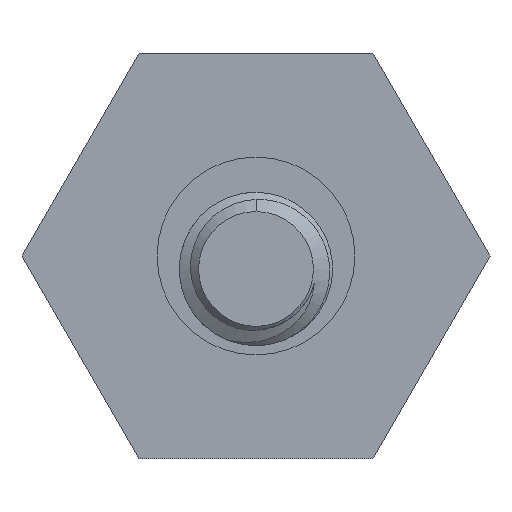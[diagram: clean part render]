
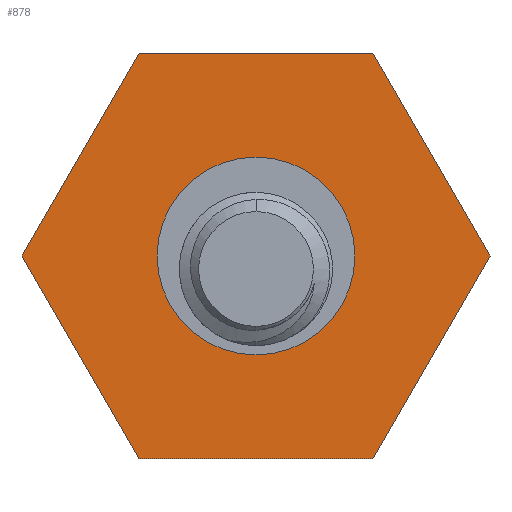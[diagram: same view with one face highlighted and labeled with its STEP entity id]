
A CAD part, front view. The second image highlights one B-rep face of the part: STEP entity #878.
In plain terms, the highlighted planar face has unit normal (0, -1, 0).
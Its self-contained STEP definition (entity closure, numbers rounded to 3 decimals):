
#33 = ORIENTED_EDGE ( 'NONE', *, *, #2507, .T. ) ;
#73 = VERTEX_POINT ( 'NONE', #3261 ) ;
#331 = EDGE_CURVE ( 'NONE', #1664, #3356, #2924, .T. ) ;
#422 = CARTESIAN_POINT ( 'NONE',  ( 4.583, 0., 7.938 ) ) ;
#630 = VERTEX_POINT ( 'NONE', #2475 ) ;
#761 = CARTESIAN_POINT ( 'NONE',  ( 0., 0., 0. ) ) ;
#837 = DIRECTION ( 'NONE',  ( 0.5, 0., 0.866 ) ) ;
#878 = ADVANCED_FACE ( 'NONE', ( #1325, #1343 ), #2595, .T. ) ;
#900 = AXIS2_PLACEMENT_3D ( 'NONE', #2868, #1667, #3796 ) ;
#901 = DIRECTION ( 'NONE',  ( 0., 0., 1. ) ) ;
#1019 = CARTESIAN_POINT ( 'NONE',  ( -4.583, 0., -7.938 ) ) ;
#1025 = CARTESIAN_POINT ( 'NONE',  ( 0., 0., -3.873 ) ) ;
#1026 = EDGE_LOOP ( 'NONE', ( #3689, #3477 ) ) ;
#1088 = CARTESIAN_POINT ( 'NONE',  ( 9.165, 0., 0. ) ) ;
#1106 = DIRECTION ( 'NONE',  ( -0.5, 0., 0.866 ) ) ;
#1118 = EDGE_LOOP ( 'NONE', ( #2634, #1192, #1124, #33, #1166, #2145 ) ) ;
#1124 = ORIENTED_EDGE ( 'NONE', *, *, #1762, .T. ) ;
#1126 = LINE ( 'NONE', #1088, #1408 ) ;
#1166 = ORIENTED_EDGE ( 'NONE', *, *, #2213, .T. ) ;
#1192 = ORIENTED_EDGE ( 'NONE', *, *, #3792, .T. ) ;
#1237 = VERTEX_POINT ( 'NONE', #3908 ) ;
#1325 = FACE_BOUND ( 'NONE', #1026, .T. ) ;
#1343 = FACE_OUTER_BOUND ( 'NONE', #1118, .T. ) ;
#1348 = VECTOR ( 'NONE', #837, 1000. ) ;
#1398 = DIRECTION ( 'NONE',  ( 0.5, 0., -0.866 ) ) ;
#1402 = CARTESIAN_POINT ( 'NONE',  ( 4.583, 0., 7.938 ) ) ;
#1408 = VECTOR ( 'NONE', #1106, 1000. ) ;
#1664 = VERTEX_POINT ( 'NONE', #1714 ) ;
#1667 = DIRECTION ( 'NONE',  ( 0., -1., 0. ) ) ;
#1714 = CARTESIAN_POINT ( 'NONE',  ( 0., 0., 3.873 ) ) ;
#1717 = LINE ( 'NONE', #422, #2316 ) ;
#1754 = VERTEX_POINT ( 'NONE', #3247 ) ;
#1762 = EDGE_CURVE ( 'NONE', #1886, #73, #3827, .T. ) ;
#1886 = VERTEX_POINT ( 'NONE', #2700 ) ;
#1887 = EDGE_CURVE ( 'NONE', #1237, #630, #2660, .T. ) ;
#2039 = DIRECTION ( 'NONE',  ( 0., 0., 1. ) ) ;
#2123 = AXIS2_PLACEMENT_3D ( 'NONE', #3670, #2434, #901 ) ;
#2145 = ORIENTED_EDGE ( 'NONE', *, *, #2672, .T. ) ;
#2190 = VERTEX_POINT ( 'NONE', #1402 ) ;
#2213 = EDGE_CURVE ( 'NONE', #1754, #2190, #1126, .T. ) ;
#2265 = DIRECTION ( 'NONE',  ( 1., 0., 0. ) ) ;
#2316 = VECTOR ( 'NONE', #2948, 1000. ) ;
#2347 = CARTESIAN_POINT ( 'NONE',  ( -9.165, 0., 0. ) ) ;
#2374 = VECTOR ( 'NONE', #3923, 1000. ) ;
#2434 = DIRECTION ( 'NONE',  ( 0., 1., 0. ) ) ;
#2459 = EDGE_CURVE ( 'NONE', #3356, #1664, #3103, .T. ) ;
#2475 = CARTESIAN_POINT ( 'NONE',  ( -9.165, 0., 0. ) ) ;
#2507 = EDGE_CURVE ( 'NONE', #73, #1754, #3951, .T. ) ;
#2595 = PLANE ( 'NONE',  #900 ) ;
#2634 = ORIENTED_EDGE ( 'NONE', *, *, #1887, .T. ) ;
#2660 = LINE ( 'NONE', #3963, #2374 ) ;
#2672 = EDGE_CURVE ( 'NONE', #2190, #1237, #1717, .T. ) ;
#2700 = CARTESIAN_POINT ( 'NONE',  ( -4.583, 0., -7.938 ) ) ;
#2868 = CARTESIAN_POINT ( 'NONE',  ( 0., 0., 0. ) ) ;
#2924 = CIRCLE ( 'NONE', #4042, 3.873 ) ;
#2948 = DIRECTION ( 'NONE',  ( -1., 0., 0. ) ) ;
#3103 = CIRCLE ( 'NONE', #2123, 3.873 ) ;
#3247 = CARTESIAN_POINT ( 'NONE',  ( 9.165, 0., 0. ) ) ;
#3252 = LINE ( 'NONE', #2347, #3503 ) ;
#3261 = CARTESIAN_POINT ( 'NONE',  ( 4.583, 0., -7.938 ) ) ;
#3356 = VERTEX_POINT ( 'NONE', #1025 ) ;
#3477 = ORIENTED_EDGE ( 'NONE', *, *, #2459, .T. ) ;
#3495 = VECTOR ( 'NONE', #2265, 1000. ) ;
#3503 = VECTOR ( 'NONE', #1398, 1000. ) ;
#3546 = DIRECTION ( 'NONE',  ( 0., 1., 0. ) ) ;
#3646 = CARTESIAN_POINT ( 'NONE',  ( 4.583, 0., -7.938 ) ) ;
#3670 = CARTESIAN_POINT ( 'NONE',  ( 0., 0., 0. ) ) ;
#3689 = ORIENTED_EDGE ( 'NONE', *, *, #331, .T. ) ;
#3792 = EDGE_CURVE ( 'NONE', #630, #1886, #3252, .T. ) ;
#3796 = DIRECTION ( 'NONE',  ( 0., 0., -1. ) ) ;
#3827 = LINE ( 'NONE', #1019, #3495 ) ;
#3908 = CARTESIAN_POINT ( 'NONE',  ( -4.583, 0., 7.938 ) ) ;
#3923 = DIRECTION ( 'NONE',  ( -0.5, 0., -0.866 ) ) ;
#3951 = LINE ( 'NONE', #3646, #1348 ) ;
#3963 = CARTESIAN_POINT ( 'NONE',  ( -4.583, 0., 7.938 ) ) ;
#4042 = AXIS2_PLACEMENT_3D ( 'NONE', #761, #3546, #2039 ) ;
